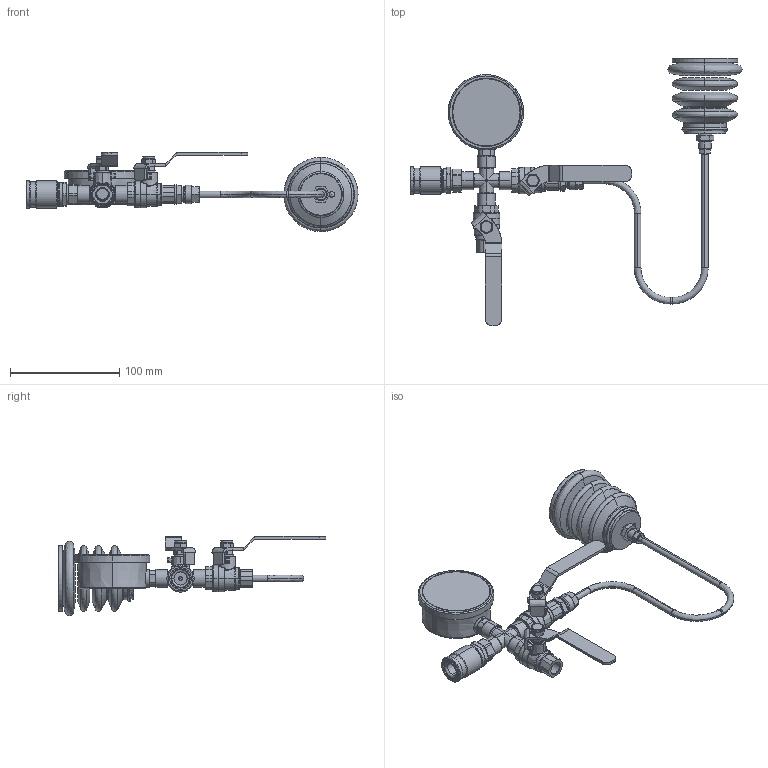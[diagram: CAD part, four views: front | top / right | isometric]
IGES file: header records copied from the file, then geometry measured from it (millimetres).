
Start section: SolidWorks IGES file using analytic representation for surfaces
Global section: file name: NV-P_19435.IGS; native system: SolidWorks 2014; preprocessor: SolidWorks 2014; author: LarsenR; date: 150724.080148; units: millimetre
Bounding box: 304 x 245 x 72.5 mm (x, y, z)
Surface area: 78969.6 mm2 (no closed solid volume)
Topology: 0 solids, 0 shells, 728 faces, 6548 edges, 6525 vertices
Faces by surface type: bspline 385, revolution 343
